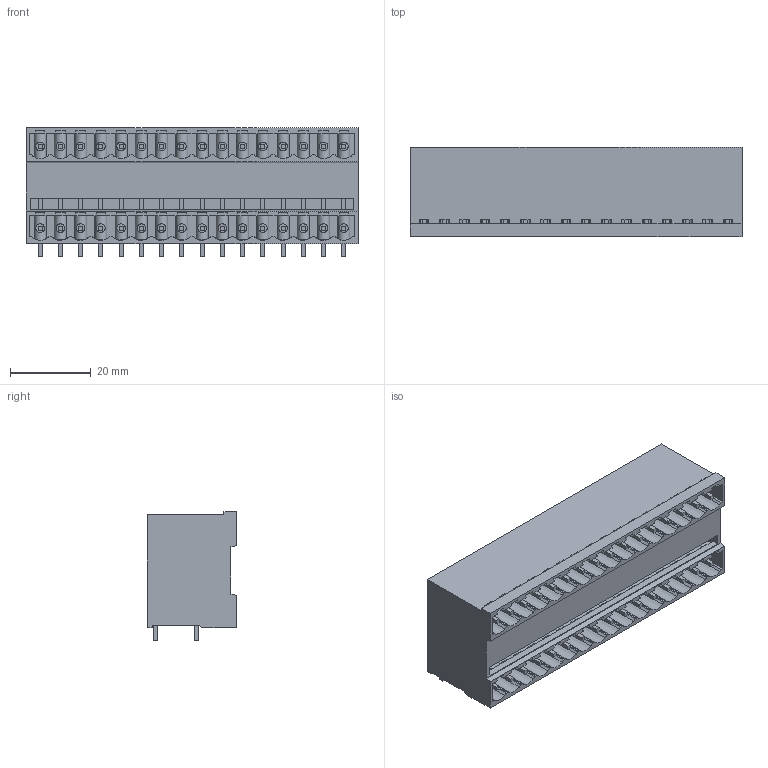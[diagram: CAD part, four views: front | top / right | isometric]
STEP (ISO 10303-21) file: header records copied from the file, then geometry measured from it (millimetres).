
FILE_DESCRIPTION(('CATIA V5R24 STEP','CAx-IF Rec.Pracs.--- Model Styling and Organization---1.4--- 2014-01-23'),'2;1');
FILE_NAME ('D1453486_1_1614490000_1614490000.stp','2021-12-08T07:19:13+00:00',('none'),('Weidmueller'),'CATIA Version 5-6 Release 2016 SP3 HF44','CATIA V5 STEP AP214','none');
FILE_SCHEMA(('AUTOMOTIVE_DESIGN { 1 0 10303 214 1 1 1 1 }'));
Length unit declared in the file: millimetre
Products named in the file (1): 1614490000
Bounding box: 82 x 22 x 31.85 mm (x, y, z)
Volume: 34635.6 mm3; surface area: 24383.8 mm2
Topology: 33 solids, 33 shells, 1401 faces, 4064 edges, 2718 vertices
Faces by surface type: plane 1177, cylinder 192, extrusion 32
Entity records: 45103 total; most frequent: CARTESIAN_POINT 10793, ORIENTED_EDGE 8128, DIRECTION 5320, EDGE_CURVE 4064, VECTOR 3614, LINE 3582, VERTEX_POINT 2718, EDGE_LOOP 1550
